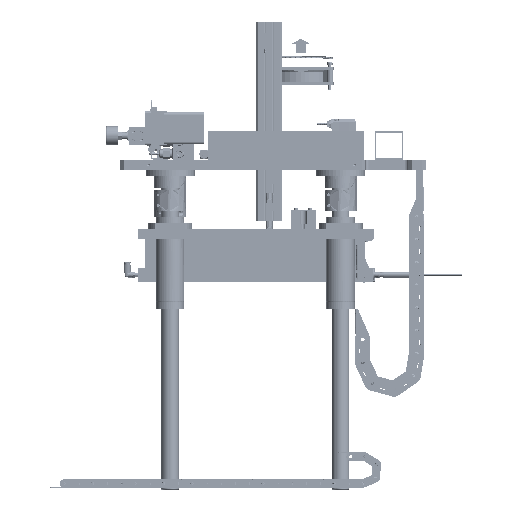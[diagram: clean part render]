
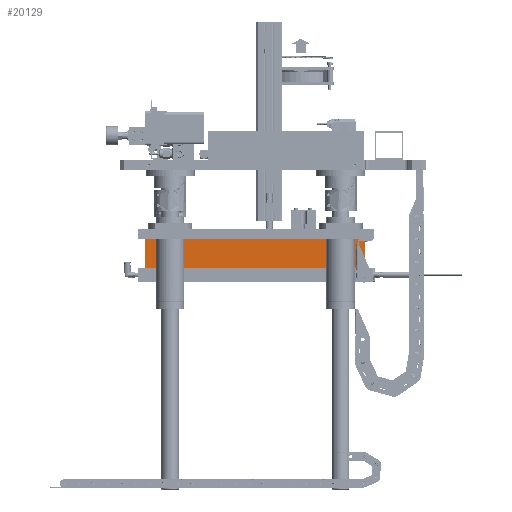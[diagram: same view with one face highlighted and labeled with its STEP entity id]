
A CAD part, left-side view. The second image highlights one B-rep face of the part: STEP entity #20129.
In plain terms, the highlighted free-form (B-spline) face has degree [1, 1] with [2, 2] control points.
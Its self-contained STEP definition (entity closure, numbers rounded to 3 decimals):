
#20106 = VERTEX_POINT('',#20107);
#20107 = CARTESIAN_POINT('',(-2615.396,-507.948,
    229.439));
#20114 = VERTEX_POINT('',#20115);
#20115 = CARTESIAN_POINT('',(-2615.396,-507.948,
    287.398));
#20120 = EDGE_CURVE('',#20114,#20106,#20121,.T.);
#20121 = B_SPLINE_CURVE_WITH_KNOTS('',1,(#20122,#20123),.UNSPECIFIED.,
  .F.,.F.,(2,2),(0.,40.),.PIECEWISE_BEZIER_KNOTS.);
#20122 = CARTESIAN_POINT('',(-2615.396,-507.948,
    287.398));
#20123 = CARTESIAN_POINT('',(-2615.396,-507.948,
    229.439));
#20129 = ADVANCED_FACE('',(#20130),#20152,.T.);
#20130 = FACE_BOUND('',#20131,.T.);
#20131 = EDGE_LOOP('',(#20132,#20139,#20140,#20147));
#20132 = ORIENTED_EDGE('',*,*,#20133,.F.);
#20133 = EDGE_CURVE('',#20106,#20134,#20136,.T.);
#20134 = VERTEX_POINT('',#20135);
#20135 = CARTESIAN_POINT('',(-2615.396,-58.767,
    229.439));
#20136 = B_SPLINE_CURVE_WITH_KNOTS('',1,(#20137,#20138),.UNSPECIFIED.,
  .F.,.F.,(2,2),(10.,320.),.PIECEWISE_BEZIER_KNOTS.);
#20137 = CARTESIAN_POINT('',(-2615.396,-507.948,
    229.439));
#20138 = CARTESIAN_POINT('',(-2615.396,-58.767,
    229.439));
#20139 = ORIENTED_EDGE('',*,*,#20120,.F.);
#20140 = ORIENTED_EDGE('',*,*,#20141,.T.);
#20141 = EDGE_CURVE('',#20114,#20142,#20144,.T.);
#20142 = VERTEX_POINT('',#20143);
#20143 = CARTESIAN_POINT('',(-2615.396,-58.767,
    287.398));
#20144 = B_SPLINE_CURVE_WITH_KNOTS('',1,(#20145,#20146),.UNSPECIFIED.,
  .F.,.F.,(2,2),(10.,320.),.PIECEWISE_BEZIER_KNOTS.);
#20145 = CARTESIAN_POINT('',(-2615.396,-507.948,
    287.398));
#20146 = CARTESIAN_POINT('',(-2615.396,-58.767,
    287.398));
#20147 = ORIENTED_EDGE('',*,*,#20148,.T.);
#20148 = EDGE_CURVE('',#20142,#20134,#20149,.T.);
#20149 = B_SPLINE_CURVE_WITH_KNOTS('',1,(#20150,#20151),.UNSPECIFIED.,
  .F.,.F.,(2,2),(0.,40.),.PIECEWISE_BEZIER_KNOTS.);
#20150 = CARTESIAN_POINT('',(-2615.396,-58.767,
    287.398));
#20151 = CARTESIAN_POINT('',(-2615.396,-58.767,
    229.439));
#20152 = B_SPLINE_SURFACE_WITH_KNOTS('',1,1,(
    (#20153,#20154)
    ,(#20155,#20156
    )),.UNSPECIFIED.,.F.,.F.,.F.,(2,2),(2,2),(0.,40.),(-320.,-10.),
  .PIECEWISE_BEZIER_KNOTS.);
#20153 = CARTESIAN_POINT('',(-2615.396,-58.767,
    287.398));
#20154 = CARTESIAN_POINT('',(-2615.396,-507.948,
    287.398));
#20155 = CARTESIAN_POINT('',(-2615.396,-58.767,
    229.439));
#20156 = CARTESIAN_POINT('',(-2615.396,-507.948,
    229.439));
